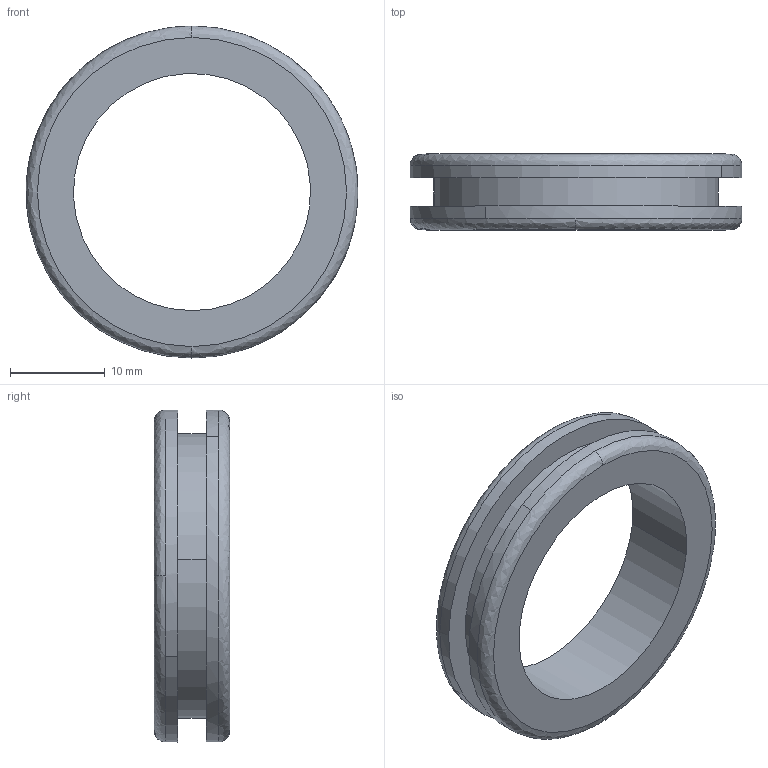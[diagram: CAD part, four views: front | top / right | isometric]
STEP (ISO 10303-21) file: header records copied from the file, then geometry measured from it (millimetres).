
FILE_DESCRIPTION( (''), '2;1');
FILE_NAME ('PC14.7972.TM_NG_79_Q_CRUL_31448.stp','2019-12-12T16:46:07',(''),(''),'spGate 15.6.1','','');
FILE_SCHEMA (('AUTOMOTIVE_DESIGN'));
Length unit declared in the file: millimetre
Bounding box: 35 x 8 x 35 mm (x, y, z)
Volume: 2938.9 mm3; surface area: 2799.2 mm2
Topology: 1 solids, 1 shells, 16 faces, 49 edges, 37 vertices
Faces by surface type: cylinder 8, plane 4, bspline 4
Entity records: 1050 total; most frequent: CARTESIAN_POINT 224, ORIENTED_EDGE 98, DIRECTION 94, COLOUR_RGB 66, PRESENTATION_STYLE_ASSIGNMENT 66, STYLED_ITEM 66, EDGE_CURVE 49, DRAUGHTING_PRE_DEFINED_CURVE_FONT 49
